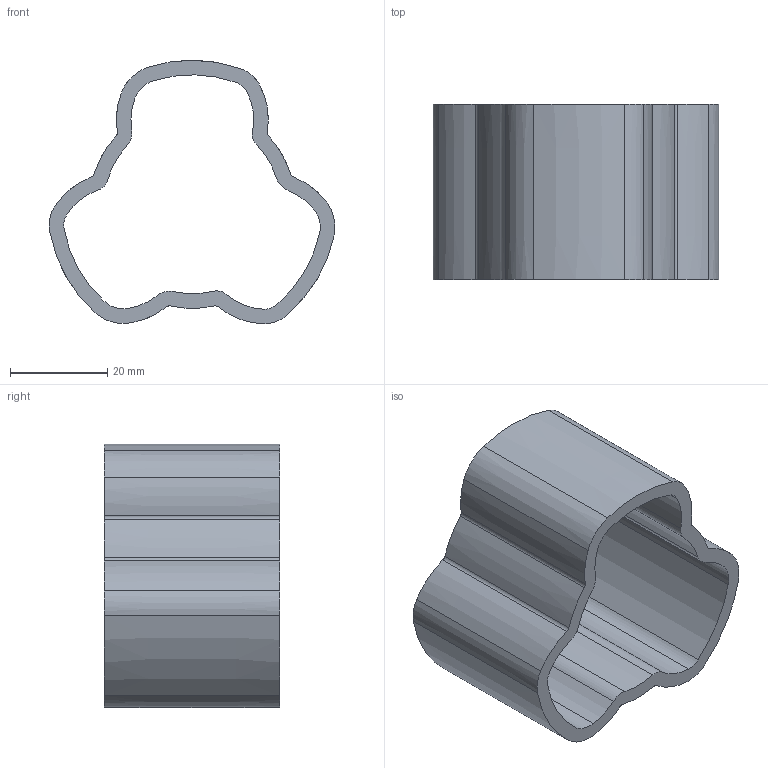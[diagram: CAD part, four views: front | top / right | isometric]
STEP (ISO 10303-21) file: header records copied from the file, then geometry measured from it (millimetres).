
FILE_DESCRIPTION(('CATIA V5 STEP Exchange'),'2;1');
FILE_NAME('gangtao.stp','2019-04-29T08:58:42+00:00',('none'),('none'),'CATIA Version 5 Release 20 GA (IN-10)','CATIA V5 STEP AP203','none');
FILE_SCHEMA(('CONFIG_CONTROL_DESIGN'));
Length unit declared in the file: millimetre
Products named in the file (1): Tripod_shaft_L
Bounding box: 58.67 x 36 x 54.11 mm (x, y, z)
Volume: 18913.9 mm3; surface area: 13649.9 mm2
Topology: 1 solids, 1 shells, 50 faces, 144 edges, 96 vertices
Faces by surface type: cylinder 27, extrusion 21, plane 2
Entity records: 1823 total; most frequent: CARTESIAN_POINT 552, ORIENTED_EDGE 288, DIRECTION 177, EDGE_CURVE 144, VERTEX_POINT 96, AXIS2_PLACEMENT_3D 82, VECTOR 69, B_SPLINE_CURVE_WITH_KNOTS 63
